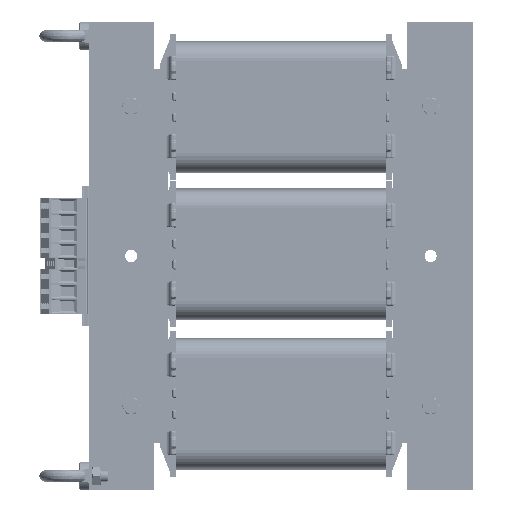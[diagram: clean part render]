
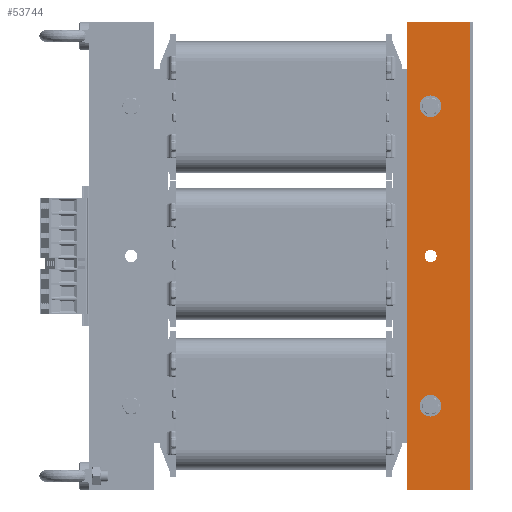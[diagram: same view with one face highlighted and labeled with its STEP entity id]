
A CAD part, front view. The second image highlights one B-rep face of the part: STEP entity #53744.
In plain terms, the highlighted face is planar.
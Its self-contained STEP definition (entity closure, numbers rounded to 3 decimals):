
#4065=FACE_BOUND('',#10174,.T.);
#4066=FACE_BOUND('',#10175,.T.);
#4067=FACE_BOUND('',#10176,.T.);
#4152=CIRCLE('',#57139,6.5);
#4163=CIRCLE('',#57164,6.5);
#4164=CIRCLE('',#57166,6.5);
#7130=FACE_OUTER_BOUND('',#10173,.T.);
#10173=EDGE_LOOP('',(#36653,#36654,#36655,#36656));
#10174=EDGE_LOOP('',(#36657));
#10175=EDGE_LOOP('',(#36658));
#10176=EDGE_LOOP('',(#36659));
#13289=LINE('',#77903,#18586);
#13292=LINE('',#77909,#18589);
#13297=LINE('',#77928,#18594);
#13299=LINE('',#77931,#18596);
#18586=VECTOR('',#62387,10.);
#18589=VECTOR('',#62392,10.);
#18594=VECTOR('',#62413,10.);
#18596=VECTOR('',#62417,10.);
#23860=VERTEX_POINT('',#77848);
#23874=VERTEX_POINT('',#77888);
#23875=VERTEX_POINT('',#77892);
#23878=VERTEX_POINT('',#77907);
#23882=VERTEX_POINT('',#77919);
#23883=VERTEX_POINT('',#77923);
#23884=VERTEX_POINT('',#77927);
#28733=EDGE_CURVE('',#23860,#23860,#4152,.T.);
#28759=EDGE_CURVE('',#23874,#23875,#13289,.T.);
#28762=EDGE_CURVE('',#23878,#23875,#13292,.T.);
#28768=EDGE_CURVE('',#23882,#23882,#4163,.T.);
#28770=EDGE_CURVE('',#23883,#23883,#4164,.T.);
#28771=EDGE_CURVE('',#23884,#23878,#13297,.T.);
#28773=EDGE_CURVE('',#23874,#23884,#13299,.T.);
#36653=ORIENTED_EDGE('',*,*,#28759,.T.);
#36654=ORIENTED_EDGE('',*,*,#28762,.F.);
#36655=ORIENTED_EDGE('',*,*,#28771,.F.);
#36656=ORIENTED_EDGE('',*,*,#28773,.F.);
#36657=ORIENTED_EDGE('',*,*,#28733,.T.);
#36658=ORIENTED_EDGE('',*,*,#28768,.T.);
#36659=ORIENTED_EDGE('',*,*,#28770,.T.);
#52069=PLANE('',#57169);
#53744=ADVANCED_FACE('',(#7130,#4065,#4066,#4067),#52069,.T.);
#57139=AXIS2_PLACEMENT_3D('',#77850,#62330,#62331);
#57164=AXIS2_PLACEMENT_3D('',#77921,#62404,#62405);
#57166=AXIS2_PLACEMENT_3D('',#77925,#62409,#62410);
#57169=AXIS2_PLACEMENT_3D('',#77932,#62418,#62419);
#62330=DIRECTION('center_axis',(0.,-1.,0.));
#62331=DIRECTION('ref_axis',(-1.,0.,0.));
#62387=DIRECTION('',(0.,0.,1.));
#62392=DIRECTION('',(-1.,0.,0.));
#62404=DIRECTION('center_axis',(0.,-1.,0.));
#62405=DIRECTION('ref_axis',(1.,0.,0.));
#62409=DIRECTION('center_axis',(0.,-1.,0.));
#62410=DIRECTION('ref_axis',(1.,0.,0.));
#62413=DIRECTION('',(0.,0.,1.));
#62417=DIRECTION('',(1.,0.,0.));
#62418=DIRECTION('center_axis',(0.,1.,0.));
#62419=DIRECTION('ref_axis',(0.,0.,1.));
#77848=CARTESIAN_POINT('',(-18.5,3.,410.));
#77850=CARTESIAN_POINT('Origin',(-25.,3.,410.));
#77888=CARTESIAN_POINT('',(-66.999,3.,0.));
#77892=CARTESIAN_POINT('',(-66.999,3.,500.));
#77903=CARTESIAN_POINT('',(-66.999,3.,375.));
#77907=CARTESIAN_POINT('',(0.,3.,500.));
#77909=CARTESIAN_POINT('',(-70.,3.,500.));
#77919=CARTESIAN_POINT('',(-31.5,3.,90.));
#77921=CARTESIAN_POINT('Origin',(-25.,3.,90.));
#77923=CARTESIAN_POINT('',(-31.5,3.,250.));
#77925=CARTESIAN_POINT('Origin',(-25.,3.,250.));
#77927=CARTESIAN_POINT('',(0.,3.,0.));
#77928=CARTESIAN_POINT('',(0.,3.,500.));
#77931=CARTESIAN_POINT('',(0.,3.,0.));
#77932=CARTESIAN_POINT('Origin',(-35.,3.,250.));
